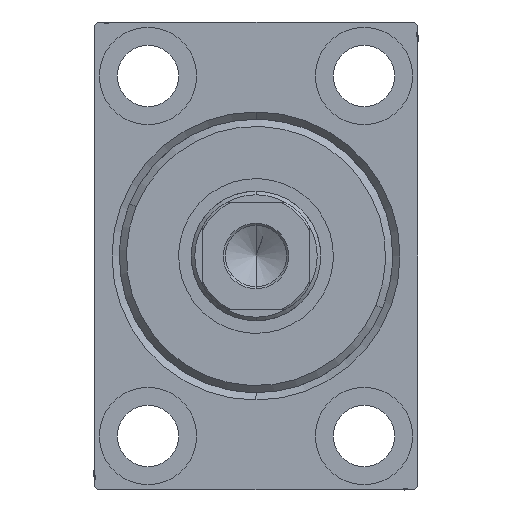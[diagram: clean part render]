
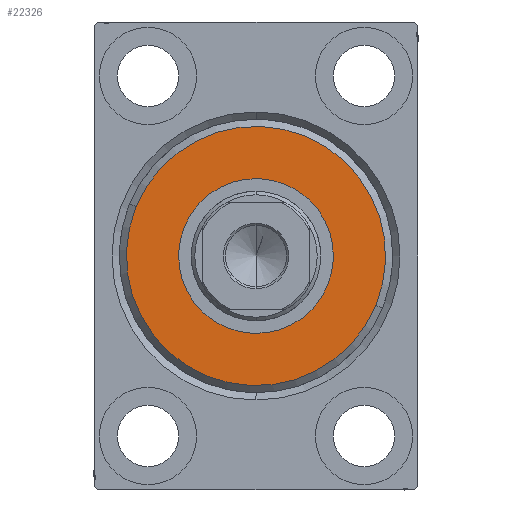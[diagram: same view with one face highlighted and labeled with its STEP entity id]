
A CAD part, left-side view. The second image highlights one B-rep face of the part: STEP entity #22326.
In plain terms, the highlighted face is planar.
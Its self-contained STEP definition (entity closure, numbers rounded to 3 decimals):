
#1424 = DIRECTION ( 'NONE',  ( 0., 0., -1. ) ) ;
#4111 = DIRECTION ( 'NONE',  ( 0., 0., -1. ) ) ;
#4423 = AXIS2_PLACEMENT_3D ( 'NONE', #13610, #27561, #4111 ) ;
#4438 = VERTEX_POINT ( 'NONE', #30677 ) ;
#4758 = ORIENTED_EDGE ( 'NONE', *, *, #33137, .T. ) ;
#8887 = AXIS2_PLACEMENT_3D ( 'NONE', #13917, #37402, #30090 ) ;
#8944 = DIRECTION ( 'NONE',  ( 1., 0., 0. ) ) ;
#8989 = ORIENTED_EDGE ( 'NONE', *, *, #29630, .T. ) ;
#9964 = EDGE_LOOP ( 'NONE', ( #8989, #13414 ) ) ;
#10846 = CARTESIAN_POINT ( 'NONE',  ( 3., 0., 18. ) ) ;
#11736 = CIRCLE ( 'NONE', #37922, 18. ) ;
#13414 = ORIENTED_EDGE ( 'NONE', *, *, #33319, .T. ) ;
#13610 = CARTESIAN_POINT ( 'NONE',  ( 3., 0., 0. ) ) ;
#13917 = CARTESIAN_POINT ( 'NONE',  ( 3., 0., 0. ) ) ;
#14050 = PLANE ( 'NONE',  #19998 ) ;
#14185 = DIRECTION ( 'NONE',  ( 1., 0., 0. ) ) ;
#15219 = EDGE_CURVE ( 'NONE', #21126, #4438, #22101, .T. ) ;
#15540 = VERTEX_POINT ( 'NONE', #10846 ) ;
#16347 = DIRECTION ( 'NONE',  ( 0., 0., -1. ) ) ;
#17366 = FACE_BOUND ( 'NONE', #30102, .T. ) ;
#18320 = ORIENTED_EDGE ( 'NONE', *, *, #15219, .T. ) ;
#19998 = AXIS2_PLACEMENT_3D ( 'NONE', #27560, #8944, #1424 ) ;
#20868 = CARTESIAN_POINT ( 'NONE',  ( 3., 0., 10.75 ) ) ;
#21126 = VERTEX_POINT ( 'NONE', #20868 ) ;
#22101 = CIRCLE ( 'NONE', #4423, 10.75 ) ;
#22326 = ADVANCED_FACE ( 'NONE', ( #31333, #17366 ), #14050, .T. ) ;
#27560 = CARTESIAN_POINT ( 'NONE',  ( 3., 0., 0. ) ) ;
#27561 = DIRECTION ( 'NONE',  ( -1., 0., 0. ) ) ;
#29215 = DIRECTION ( 'NONE',  ( -1., 0., 0. ) ) ;
#29630 = EDGE_CURVE ( 'NONE', #15540, #30926, #11736, .T. ) ;
#29658 = CARTESIAN_POINT ( 'NONE',  ( 3., 0., 0. ) ) ;
#30090 = DIRECTION ( 'NONE',  ( 0., 0., -1. ) ) ;
#30102 = EDGE_LOOP ( 'NONE', ( #18320, #4758 ) ) ;
#30677 = CARTESIAN_POINT ( 'NONE',  ( 3., 0., -10.75 ) ) ;
#30926 = VERTEX_POINT ( 'NONE', #36758 ) ;
#31333 = FACE_OUTER_BOUND ( 'NONE', #9964, .T. ) ;
#31686 = CARTESIAN_POINT ( 'NONE',  ( 3., 0., 0. ) ) ;
#33137 = EDGE_CURVE ( 'NONE', #4438, #21126, #39423, .T. ) ;
#33319 = EDGE_CURVE ( 'NONE', #30926, #15540, #33648, .T. ) ;
#33648 = CIRCLE ( 'NONE', #8887, 18. ) ;
#34579 = DIRECTION ( 'NONE',  ( 0., 0., -1. ) ) ;
#36758 = CARTESIAN_POINT ( 'NONE',  ( 3., 0., -18. ) ) ;
#37402 = DIRECTION ( 'NONE',  ( 1., 0., 0. ) ) ;
#37922 = AXIS2_PLACEMENT_3D ( 'NONE', #31686, #14185, #34579 ) ;
#39423 = CIRCLE ( 'NONE', #42217, 10.75 ) ;
#42217 = AXIS2_PLACEMENT_3D ( 'NONE', #29658, #29215, #16347 ) ;
